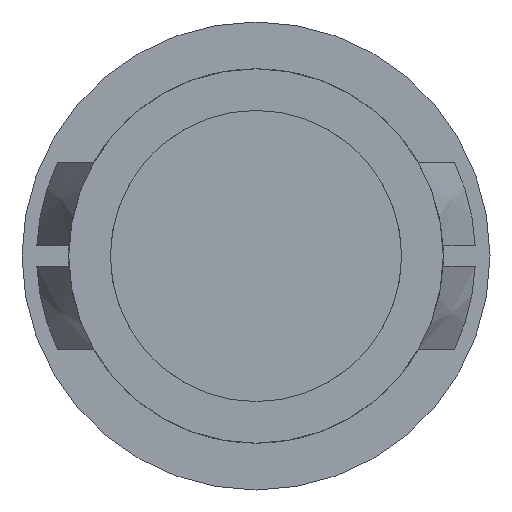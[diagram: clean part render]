
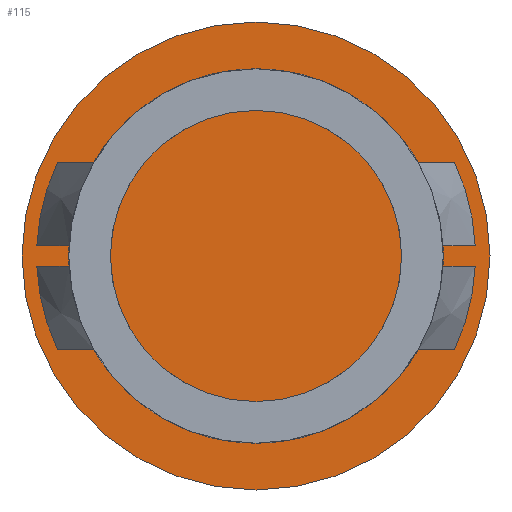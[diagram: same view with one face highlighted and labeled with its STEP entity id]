
A CAD part, front view. The second image highlights one B-rep face of the part: STEP entity #115.
In plain terms, the highlighted planar face has unit normal (0, -1, 0).
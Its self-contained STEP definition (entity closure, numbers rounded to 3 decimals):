
#115 = ADVANCED_FACE ( 'NONE', ( #1582, #1586, #1588 ), #477, .T. ) ;
#159 = CARTESIAN_POINT ( 'NONE',  ( 0., 0., 0. ) ) ;
#166 = DIRECTION ( 'NONE',  ( 0., 1., 0. ) ) ;
#167 = DIRECTION ( 'NONE',  ( -1., 0., 0. ) ) ;
#175 = CARTESIAN_POINT ( 'NONE',  ( 0., 0., 0. ) ) ;
#182 = DIRECTION ( 'NONE',  ( 0., 1., 0. ) ) ;
#183 = DIRECTION ( 'NONE',  ( -1., 0., 0. ) ) ;
#299 = CARTESIAN_POINT ( 'NONE',  ( 0., 0., 0. ) ) ;
#300 = DIRECTION ( 'NONE',  ( 0., 1., 0. ) ) ;
#301 = DIRECTION ( 'NONE',  ( -1., 0., 0. ) ) ;
#311 = CARTESIAN_POINT ( 'NONE',  ( 0., 0., 0. ) ) ;
#315 = DIRECTION ( 'NONE',  ( 0., 1., 0. ) ) ;
#316 = DIRECTION ( 'NONE',  ( -1., 0., 0. ) ) ;
#360 = LINE ( 'NONE', #361, #1521 ) ;
#361 = CARTESIAN_POINT ( 'NONE',  ( -6.35, 0., -3.3 ) ) ;
#362 = DIRECTION ( 'NONE',  ( 1., 0., 0. ) ) ;
#408 = LINE ( 'NONE', #409, #1538 ) ;
#409 = CARTESIAN_POINT ( 'NONE',  ( -6.35, 0., -3.3 ) ) ;
#410 = DIRECTION ( 'NONE',  ( 1., 0., 0. ) ) ;
#420 = LINE ( 'NONE', #421, #1541 ) ;
#421 = CARTESIAN_POINT ( 'NONE',  ( -6.35, 0., 3.3 ) ) ;
#422 = DIRECTION ( 'NONE',  ( 1., 0., 0. ) ) ;
#432 = LINE ( 'NONE', #433, #1546 ) ;
#433 = CARTESIAN_POINT ( 'NONE',  ( -6.35, 0., 3.3 ) ) ;
#434 = DIRECTION ( 'NONE',  ( 1., 0., 0. ) ) ;
#477 = PLANE ( 'NONE',  #1590 ) ;
#478 = CARTESIAN_POINT ( 'NONE',  ( -6.75, 0., 0. ) ) ;
#479 = DIRECTION ( 'NONE',  ( 0., -1., 0. ) ) ;
#480 = DIRECTION ( 'NONE',  ( 1., 0., 0. ) ) ;
#593 = EDGE_LOOP ( 'NONE', ( #1637, #1639, #1635, #1638 ) ) ;
#594 = EDGE_LOOP ( 'NONE', ( #1640, #1641 ) ) ;
#595 = EDGE_LOOP ( 'NONE', ( #1642, #1643, #1644, #1646 ) ) ;
#610 = VERTEX_POINT ( 'NONE', #833 ) ;
#623 = VERTEX_POINT ( 'NONE', #847 ) ;
#624 = VERTEX_POINT ( 'NONE', #848 ) ;
#637 = VERTEX_POINT ( 'NONE', #1234 ) ;
#638 = VERTEX_POINT ( 'NONE', #1235 ) ;
#640 = VERTEX_POINT ( 'NONE', #1237 ) ;
#642 = VERTEX_POINT ( 'NONE', #1239 ) ;
#653 = VERTEX_POINT ( 'NONE', #1250 ) ;
#654 = VERTEX_POINT ( 'NONE', #1251 ) ;
#784 = AXIS2_PLACEMENT_3D ( 'NONE', #159, #166, #167 ) ;
#798 = AXIS2_PLACEMENT_3D ( 'NONE', #175, #182, #183 ) ;
#833 = CARTESIAN_POINT ( 'NONE',  ( -2.598, 0., -3.3 ) ) ;
#847 = CARTESIAN_POINT ( 'NONE',  ( 4.274, 0., 3.3 ) ) ;
#848 = CARTESIAN_POINT ( 'NONE',  ( -4.274, 0., 3.3 ) ) ;
#946 = EDGE_CURVE ( 'NONE', #642, #640, #1093, .T. ) ;
#951 = EDGE_CURVE ( 'NONE', #637, #638, #1097, .T. ) ;
#956 = EDGE_CURVE ( 'NONE', #654, #653, #1095, .T. ) ;
#990 = EDGE_CURVE ( 'NONE', #653, #654, #1103, .T. ) ;
#994 = EDGE_CURVE ( 'NONE', #624, #623, #1105, .T. ) ;
#1009 = EDGE_CURVE ( 'NONE', #1751, #637, #360, .T. ) ;
#1025 = EDGE_CURVE ( 'NONE', #638, #610, #408, .T. ) ;
#1029 = EDGE_CURVE ( 'NONE', #642, #623, #420, .T. ) ;
#1033 = EDGE_CURVE ( 'NONE', #624, #640, #432, .T. ) ;
#1063 = EDGE_CURVE ( 'NONE', #610, #1751, #1132, .T. ) ;
#1093 = CIRCLE ( 'NONE', #1671, 4.2 ) ;
#1095 = CIRCLE ( 'NONE', #798, 6.75 ) ;
#1097 = CIRCLE ( 'NONE', #784, 5.4 ) ;
#1103 = CIRCLE ( 'NONE', #1949, 6.75 ) ;
#1105 = CIRCLE ( 'NONE', #1951, 5.4 ) ;
#1132 = CIRCLE ( 'NONE', #1575, 4.2 ) ;
#1234 = CARTESIAN_POINT ( 'NONE',  ( 4.274, 0., -3.3 ) ) ;
#1235 = CARTESIAN_POINT ( 'NONE',  ( -4.274, 0., -3.3 ) ) ;
#1237 = CARTESIAN_POINT ( 'NONE',  ( -2.598, 0., 3.3 ) ) ;
#1239 = CARTESIAN_POINT ( 'NONE',  ( 2.598, 0., 3.3 ) ) ;
#1250 = CARTESIAN_POINT ( 'NONE',  ( -6.75, 0., 0. ) ) ;
#1251 = CARTESIAN_POINT ( 'NONE',  ( 6.75, 0., 0. ) ) ;
#1358 = CARTESIAN_POINT ( 'NONE',  ( 0., 0., 0. ) ) ;
#1362 = DIRECTION ( 'NONE',  ( 0., -1., 0. ) ) ;
#1363 = DIRECTION ( 'NONE',  ( 1., 0., 0. ) ) ;
#1459 = CARTESIAN_POINT ( 'NONE',  ( 0., 0., 0. ) ) ;
#1463 = DIRECTION ( 'NONE',  ( 0., -1., 0. ) ) ;
#1464 = DIRECTION ( 'NONE',  ( 1., 0., 0. ) ) ;
#1521 = VECTOR ( 'NONE', #362, 1000. ) ;
#1538 = VECTOR ( 'NONE', #410, 1000. ) ;
#1541 = VECTOR ( 'NONE', #422, 1000. ) ;
#1546 = VECTOR ( 'NONE', #434, 1000. ) ;
#1575 = AXIS2_PLACEMENT_3D ( 'NONE', #1459, #1463, #1464 ) ;
#1582 = FACE_BOUND ( 'NONE', #593, .T. ) ;
#1586 = FACE_OUTER_BOUND ( 'NONE', #594, .T. ) ;
#1588 = FACE_BOUND ( 'NONE', #595, .T. ) ;
#1590 = AXIS2_PLACEMENT_3D ( 'NONE', #478, #479, #480 ) ;
#1635 = ORIENTED_EDGE ( 'NONE', *, *, #1063, .T. ) ;
#1637 = ORIENTED_EDGE ( 'NONE', *, *, #951, .T. ) ;
#1638 = ORIENTED_EDGE ( 'NONE', *, *, #1009, .T. ) ;
#1639 = ORIENTED_EDGE ( 'NONE', *, *, #1025, .T. ) ;
#1640 = ORIENTED_EDGE ( 'NONE', *, *, #990, .F. ) ;
#1641 = ORIENTED_EDGE ( 'NONE', *, *, #956, .F. ) ;
#1642 = ORIENTED_EDGE ( 'NONE', *, *, #994, .T. ) ;
#1643 = ORIENTED_EDGE ( 'NONE', *, *, #1029, .F. ) ;
#1644 = ORIENTED_EDGE ( 'NONE', *, *, #946, .T. ) ;
#1646 = ORIENTED_EDGE ( 'NONE', *, *, #1033, .F. ) ;
#1671 = AXIS2_PLACEMENT_3D ( 'NONE', #1358, #1362, #1363 ) ;
#1751 = VERTEX_POINT ( 'NONE', #1817 ) ;
#1817 = CARTESIAN_POINT ( 'NONE',  ( 2.598, 0., -3.3 ) ) ;
#1949 = AXIS2_PLACEMENT_3D ( 'NONE', #299, #300, #301 ) ;
#1951 = AXIS2_PLACEMENT_3D ( 'NONE', #311, #315, #316 ) ;
